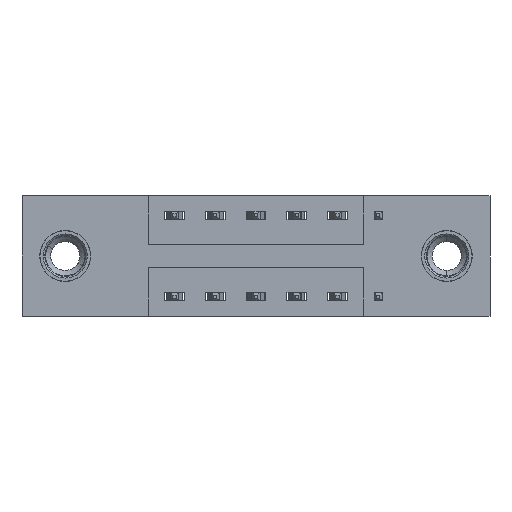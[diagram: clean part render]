
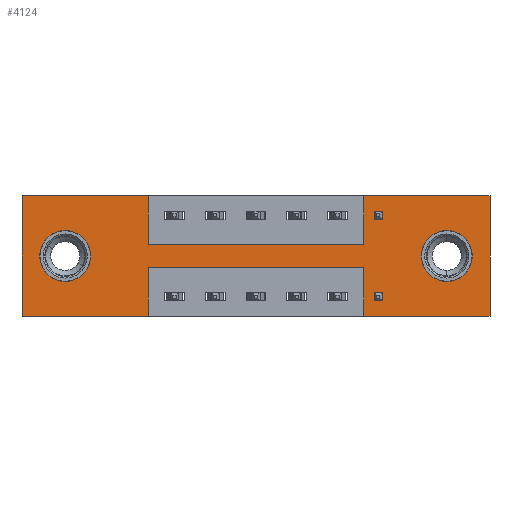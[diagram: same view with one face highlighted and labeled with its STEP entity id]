
A CAD part, front view. The second image highlights one B-rep face of the part: STEP entity #4124.
In plain terms, the highlighted planar face has unit normal (0, -1, 0).
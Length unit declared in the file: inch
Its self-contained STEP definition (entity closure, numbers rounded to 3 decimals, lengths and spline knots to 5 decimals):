
#187 = ORIENTED_EDGE ( 'NONE', *, *, #6498, .F. ) ;
#202 = EDGE_LOOP ( 'NONE', ( #7193, #9521 ) ) ;
#205 = VECTOR ( 'NONE', #7871, 39.37008 ) ;
#288 = DIRECTION ( 'NONE',  ( 0., 1., 0. ) ) ;
#289 = ORIENTED_EDGE ( 'NONE', *, *, #8627, .T. ) ;
#354 = CARTESIAN_POINT ( 'NONE',  ( 1.0475, 0., -0.37 ) ) ;
#418 = VECTOR ( 'NONE', #2489, 39.37008 ) ;
#509 = DIRECTION ( 'NONE',  ( 0., 0., 1. ) ) ;
#589 = VERTEX_POINT ( 'NONE', #4497 ) ;
#653 = EDGE_CURVE ( 'NONE', #6664, #5877, #3391, .T. ) ;
#665 = EDGE_CURVE ( 'NONE', #9059, #4476, #6197, .T. ) ;
#724 = LINE ( 'NONE', #2068, #8765 ) ;
#770 = CARTESIAN_POINT ( 'NONE',  ( 0.1325, 0., -0.185 ) ) ;
#772 = EDGE_LOOP ( 'NONE', ( #9286, #1223, #6979, #2802, #187, #5066, #2947, #6284, #6101, #4295, #2224, #2333 ) ) ;
#861 = DIRECTION ( 'NONE',  ( 0., 0., 1. ) ) ;
#865 = CARTESIAN_POINT ( 'NONE',  ( 1.0475, 0., -0.22 ) ) ;
#871 = CARTESIAN_POINT ( 'NONE',  ( 1.0475, 0., -0.37 ) ) ;
#1223 = ORIENTED_EDGE ( 'NONE', *, *, #5619, .F. ) ;
#1237 = CARTESIAN_POINT ( 'NONE',  ( 0.3875, 0., -0.15 ) ) ;
#1342 = DIRECTION ( 'NONE',  ( 1., 0., 0. ) ) ;
#1513 = CIRCLE ( 'NONE', #2751, 0.078 ) ;
#1596 = EDGE_CURVE ( 'NONE', #7103, #9059, #4714, .T. ) ;
#1816 = DIRECTION ( 'NONE',  ( -1., 0., 0. ) ) ;
#1882 = CARTESIAN_POINT ( 'NONE',  ( 0.3875, 0., -0.37 ) ) ;
#1902 = CARTESIAN_POINT ( 'NONE',  ( 1.0475, 0., 0. ) ) ;
#1949 = CARTESIAN_POINT ( 'NONE',  ( 1.3025, 0., -0.107 ) ) ;
#2068 = CARTESIAN_POINT ( 'NONE',  ( 0., 0., 0. ) ) ;
#2181 = FACE_BOUND ( 'NONE', #202, .T. ) ;
#2224 = ORIENTED_EDGE ( 'NONE', *, *, #7002, .F. ) ;
#2333 = ORIENTED_EDGE ( 'NONE', *, *, #653, .F. ) ;
#2380 = DIRECTION ( 'NONE',  ( 0., 0., -1. ) ) ;
#2445 = VECTOR ( 'NONE', #7759, 39.37008 ) ;
#2489 = DIRECTION ( 'NONE',  ( -1., 0., 0. ) ) ;
#2500 = CARTESIAN_POINT ( 'NONE',  ( 0., 0., 0. ) ) ;
#2580 = VECTOR ( 'NONE', #4794, 39.37008 ) ;
#2646 = EDGE_CURVE ( 'NONE', #5787, #3302, #724, .T. ) ;
#2663 = EDGE_LOOP ( 'NONE', ( #6265, #289 ) ) ;
#2751 = AXIS2_PLACEMENT_3D ( 'NONE', #4760, #3488, #8624 ) ;
#2802 = ORIENTED_EDGE ( 'NONE', *, *, #1596, .F. ) ;
#2947 = ORIENTED_EDGE ( 'NONE', *, *, #5582, .F. ) ;
#2985 = DIRECTION ( 'NONE',  ( 0., 0., -1. ) ) ;
#3006 = DIRECTION ( 'NONE',  ( 1., 0., 0. ) ) ;
#3012 = LINE ( 'NONE', #9083, #5843 ) ;
#3109 = CARTESIAN_POINT ( 'NONE',  ( 0., 0., 0. ) ) ;
#3164 = CARTESIAN_POINT ( 'NONE',  ( 1.3025, 0., -0.185 ) ) ;
#3181 = AXIS2_PLACEMENT_3D ( 'NONE', #8890, #8939, #8064 ) ;
#3226 = VERTEX_POINT ( 'NONE', #4842 ) ;
#3238 = CARTESIAN_POINT ( 'NONE',  ( 0.1325, 0., -0.185 ) ) ;
#3302 = VERTEX_POINT ( 'NONE', #4669 ) ;
#3363 = LINE ( 'NONE', #1237, #2445 ) ;
#3391 = LINE ( 'NONE', #7024, #4678 ) ;
#3409 = VERTEX_POINT ( 'NONE', #9486 ) ;
#3433 = DIRECTION ( 'NONE',  ( -1., 0., 0. ) ) ;
#3488 = DIRECTION ( 'NONE',  ( 0., 1., 0. ) ) ;
#3522 = VERTEX_POINT ( 'NONE', #8754 ) ;
#3699 = CARTESIAN_POINT ( 'NONE',  ( 0., 0., 0. ) ) ;
#3809 = VECTOR ( 'NONE', #9105, 39.37008 ) ;
#3838 = LINE ( 'NONE', #7715, #3809 ) ;
#4078 = EDGE_CURVE ( 'NONE', #4666, #9160, #8841, .T. ) ;
#4124 = ADVANCED_FACE ( 'NONE', ( #5956, #2181, #5277 ), #4388, .T. ) ;
#4295 = ORIENTED_EDGE ( 'NONE', *, *, #4078, .F. ) ;
#4388 = PLANE ( 'NONE',  #3181 ) ;
#4443 = AXIS2_PLACEMENT_3D ( 'NONE', #3238, #288, #6962 ) ;
#4476 = VERTEX_POINT ( 'NONE', #865 ) ;
#4497 = CARTESIAN_POINT ( 'NONE',  ( 1.0475, 0., -0.15 ) ) ;
#4666 = VERTEX_POINT ( 'NONE', #3699 ) ;
#4669 = CARTESIAN_POINT ( 'NONE',  ( 1.435, 0., 0. ) ) ;
#4670 = LINE ( 'NONE', #6036, #418 ) ;
#4678 = VECTOR ( 'NONE', #3433, 39.37008 ) ;
#4714 = LINE ( 'NONE', #8534, #5529 ) ;
#4760 = CARTESIAN_POINT ( 'NONE',  ( 1.3025, 0., -0.185 ) ) ;
#4792 = CARTESIAN_POINT ( 'NONE',  ( 0.3875, 0., -0.37 ) ) ;
#4794 = DIRECTION ( 'NONE',  ( 0., 0., -1. ) ) ;
#4842 = CARTESIAN_POINT ( 'NONE',  ( 0.3875, 0., -0.22 ) ) ;
#5066 = ORIENTED_EDGE ( 'NONE', *, *, #2646, .F. ) ;
#5250 = CARTESIAN_POINT ( 'NONE',  ( 0., 0., -0.37 ) ) ;
#5277 = FACE_OUTER_BOUND ( 'NONE', #772, .T. ) ;
#5344 = VECTOR ( 'NONE', #3006, 39.37008 ) ;
#5386 = VECTOR ( 'NONE', #509, 39.37008 ) ;
#5458 = EDGE_CURVE ( 'NONE', #8049, #6274, #6438, .T. ) ;
#5467 = EDGE_CURVE ( 'NONE', #9160, #3522, #6775, .T. ) ;
#5529 = VECTOR ( 'NONE', #1816, 39.37008 ) ;
#5582 = EDGE_CURVE ( 'NONE', #589, #5787, #3838, .T. ) ;
#5619 = EDGE_CURVE ( 'NONE', #4476, #3226, #4670, .T. ) ;
#5730 = LINE ( 'NONE', #2500, #5386 ) ;
#5787 = VERTEX_POINT ( 'NONE', #1902 ) ;
#5801 = CARTESIAN_POINT ( 'NONE',  ( 0.1325, 0., -0.107 ) ) ;
#5843 = VECTOR ( 'NONE', #2380, 39.37008 ) ;
#5877 = VERTEX_POINT ( 'NONE', #5250 ) ;
#5956 = FACE_BOUND ( 'NONE', #2663, .T. ) ;
#6036 = CARTESIAN_POINT ( 'NONE',  ( 0.3875, 0., -0.22 ) ) ;
#6086 = CARTESIAN_POINT ( 'NONE',  ( 0.3875, 0., 0. ) ) ;
#6101 = ORIENTED_EDGE ( 'NONE', *, *, #5467, .F. ) ;
#6197 = LINE ( 'NONE', #354, #205 ) ;
#6265 = ORIENTED_EDGE ( 'NONE', *, *, #9448, .T. ) ;
#6274 = VERTEX_POINT ( 'NONE', #8610 ) ;
#6284 = ORIENTED_EDGE ( 'NONE', *, *, #8580, .F. ) ;
#6438 = CIRCLE ( 'NONE', #8441, 0.078 ) ;
#6498 = EDGE_CURVE ( 'NONE', #3302, #7103, #3012, .T. ) ;
#6664 = VERTEX_POINT ( 'NONE', #4792 ) ;
#6761 = DIRECTION ( 'NONE',  ( 0., 0., -1. ) ) ;
#6775 = LINE ( 'NONE', #8089, #7532 ) ;
#6962 = DIRECTION ( 'NONE',  ( 0., 0., 1. ) ) ;
#6979 = ORIENTED_EDGE ( 'NONE', *, *, #665, .F. ) ;
#6986 = EDGE_CURVE ( 'NONE', #6274, #8049, #7835, .T. ) ;
#7002 = EDGE_CURVE ( 'NONE', #5877, #4666, #5730, .T. ) ;
#7024 = CARTESIAN_POINT ( 'NONE',  ( 0., 0., -0.37 ) ) ;
#7103 = VERTEX_POINT ( 'NONE', #8707 ) ;
#7193 = ORIENTED_EDGE ( 'NONE', *, *, #5458, .T. ) ;
#7388 = DIRECTION ( 'NONE',  ( 0., 1., 0. ) ) ;
#7532 = VECTOR ( 'NONE', #2985, 39.37008 ) ;
#7695 = LINE ( 'NONE', #1882, #2580 ) ;
#7715 = CARTESIAN_POINT ( 'NONE',  ( 1.0475, 0., 0. ) ) ;
#7759 = DIRECTION ( 'NONE',  ( 1., 0., 0. ) ) ;
#7835 = CIRCLE ( 'NONE', #4443, 0.078 ) ;
#7871 = DIRECTION ( 'NONE',  ( 0., 0., 1. ) ) ;
#7904 = EDGE_CURVE ( 'NONE', #3226, #6664, #7695, .T. ) ;
#8049 = VERTEX_POINT ( 'NONE', #5801 ) ;
#8064 = DIRECTION ( 'NONE',  ( 0., 0., -1. ) ) ;
#8089 = CARTESIAN_POINT ( 'NONE',  ( 0.3875, 0., 0. ) ) ;
#8182 = DIRECTION ( 'NONE',  ( 0., 1., 0. ) ) ;
#8321 = CIRCLE ( 'NONE', #9238, 0.078 ) ;
#8441 = AXIS2_PLACEMENT_3D ( 'NONE', #770, #7388, #861 ) ;
#8534 = CARTESIAN_POINT ( 'NONE',  ( 0., 0., -0.37 ) ) ;
#8580 = EDGE_CURVE ( 'NONE', #3522, #589, #3363, .T. ) ;
#8610 = CARTESIAN_POINT ( 'NONE',  ( 0.1325, 0., -0.263 ) ) ;
#8624 = DIRECTION ( 'NONE',  ( 0., 0., -1. ) ) ;
#8627 = EDGE_CURVE ( 'NONE', #3409, #9259, #1513, .T. ) ;
#8707 = CARTESIAN_POINT ( 'NONE',  ( 1.435, 0., -0.37 ) ) ;
#8754 = CARTESIAN_POINT ( 'NONE',  ( 0.3875, 0., -0.15 ) ) ;
#8765 = VECTOR ( 'NONE', #1342, 39.37008 ) ;
#8841 = LINE ( 'NONE', #3109, #5344 ) ;
#8890 = CARTESIAN_POINT ( 'NONE',  ( 0., 0., -0.37 ) ) ;
#8939 = DIRECTION ( 'NONE',  ( 0., -1., 0. ) ) ;
#9059 = VERTEX_POINT ( 'NONE', #871 ) ;
#9083 = CARTESIAN_POINT ( 'NONE',  ( 1.435, 0., 0. ) ) ;
#9105 = DIRECTION ( 'NONE',  ( 0., 0., 1. ) ) ;
#9160 = VERTEX_POINT ( 'NONE', #6086 ) ;
#9238 = AXIS2_PLACEMENT_3D ( 'NONE', #3164, #8182, #6761 ) ;
#9259 = VERTEX_POINT ( 'NONE', #1949 ) ;
#9286 = ORIENTED_EDGE ( 'NONE', *, *, #7904, .F. ) ;
#9448 = EDGE_CURVE ( 'NONE', #9259, #3409, #8321, .T. ) ;
#9486 = CARTESIAN_POINT ( 'NONE',  ( 1.3025, 0., -0.263 ) ) ;
#9521 = ORIENTED_EDGE ( 'NONE', *, *, #6986, .T. ) ;
